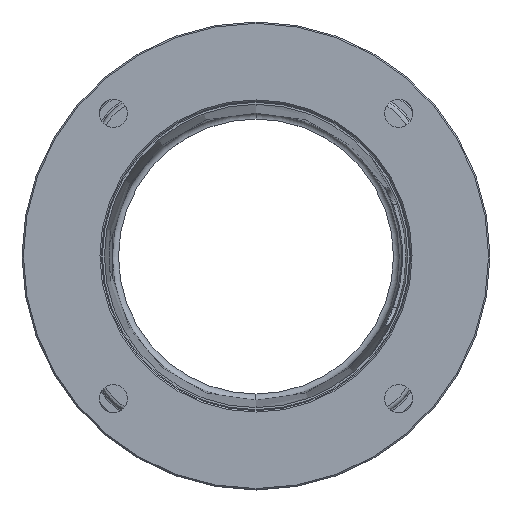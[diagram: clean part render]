
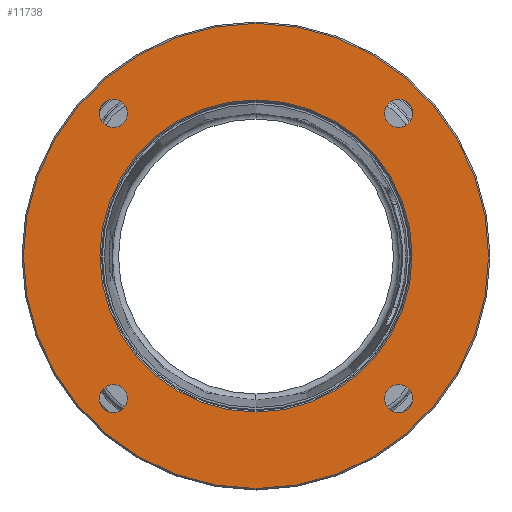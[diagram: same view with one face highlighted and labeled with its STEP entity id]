
A CAD part, top view. The second image highlights one B-rep face of the part: STEP entity #11738.
In plain terms, the highlighted planar face has unit normal (0, 0, 1).
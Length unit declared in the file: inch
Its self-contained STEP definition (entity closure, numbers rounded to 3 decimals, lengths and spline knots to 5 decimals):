
#12=CARTESIAN_POINT('',(0.,0.,-0.06));
#13=DIRECTION('',(0.,0.,1.));
#14=DIRECTION('',(0.,1.,0.));
#15=AXIS2_PLACEMENT_3D('',#12,#13,#14);
#21=CARTESIAN_POINT('',(0.,0.,-0.06));
#22=DIRECTION('',(0.,0.,-1.));
#23=DIRECTION('',(0.,1.,0.));
#24=AXIS2_PLACEMENT_3D('',#21,#22,#23);
#563=CARTESIAN_POINT('',(-2.07713,2.07713,-0.06));
#564=DIRECTION('',(0.,0.,-1.));
#565=DIRECTION('',(-0.707,0.707,0.));
#566=AXIS2_PLACEMENT_3D('',#563,#564,#565);
#568=CARTESIAN_POINT('',(-2.07713,2.07713,-0.06));
#569=DIRECTION('',(0.,0.,-1.));
#570=DIRECTION('',(0.707,-0.707,0.));
#571=AXIS2_PLACEMENT_3D('',#568,#569,#570);
#573=CARTESIAN_POINT('',(-2.07713,-2.07713,-0.06));
#574=DIRECTION('',(0.,0.,-1.));
#575=DIRECTION('',(-0.707,-0.707,0.));
#576=AXIS2_PLACEMENT_3D('',#573,#574,#575);
#578=CARTESIAN_POINT('',(-2.07713,-2.07713,-0.06));
#579=DIRECTION('',(0.,0.,-1.));
#580=DIRECTION('',(0.707,0.707,0.));
#581=AXIS2_PLACEMENT_3D('',#578,#579,#580);
#583=CARTESIAN_POINT('',(2.07713,-2.07713,-0.06));
#584=DIRECTION('',(0.,0.,-1.));
#585=DIRECTION('',(0.707,-0.707,0.));
#586=AXIS2_PLACEMENT_3D('',#583,#584,#585);
#588=CARTESIAN_POINT('',(2.07713,-2.07713,-0.06));
#589=DIRECTION('',(0.,0.,-1.));
#590=DIRECTION('',(-0.707,0.707,0.));
#591=AXIS2_PLACEMENT_3D('',#588,#589,#590);
#593=CARTESIAN_POINT('',(2.07713,2.07713,-0.06));
#594=DIRECTION('',(0.,0.,-1.));
#595=DIRECTION('',(0.707,0.707,0.));
#596=AXIS2_PLACEMENT_3D('',#593,#594,#595);
#598=CARTESIAN_POINT('',(2.07713,2.07713,-0.06));
#599=DIRECTION('',(0.,0.,-1.));
#600=DIRECTION('',(-0.707,-0.707,0.));
#601=AXIS2_PLACEMENT_3D('',#598,#599,#600);
#603=CARTESIAN_POINT('',(0.,0.,-0.06));
#604=DIRECTION('',(0.,0.,1.));
#605=DIRECTION('',(0.,1.,0.));
#606=AXIS2_PLACEMENT_3D('',#603,#604,#605);
#608=CARTESIAN_POINT('',(0.,0.,-0.06));
#609=DIRECTION('',(0.,0.,1.));
#610=DIRECTION('',(0.,-1.,0.));
#611=AXIS2_PLACEMENT_3D('',#608,#609,#610);
#10597=CARTESIAN_POINT('',(0.,3.385,-0.06));
#10598=CARTESIAN_POINT('',(0.,-3.385,-0.06));
#10599=VERTEX_POINT('',#10597);
#10600=VERTEX_POINT('',#10598);
#10625=CARTESIAN_POINT('',(-2.22208,2.22208,-0.06));
#10626=CARTESIAN_POINT('',(-1.93217,1.93217,-0.06));
#10627=VERTEX_POINT('',#10625);
#10628=VERTEX_POINT('',#10626);
#10645=CARTESIAN_POINT('',(-2.22208,-2.22208,-0.06));
#10646=CARTESIAN_POINT('',(-1.93217,-1.93217,-0.06));
#10647=VERTEX_POINT('',#10645);
#10648=VERTEX_POINT('',#10646);
#10653=CARTESIAN_POINT('',(2.22208,-2.22208,-0.06));
#10654=CARTESIAN_POINT('',(1.93217,-1.93217,-0.06));
#10655=VERTEX_POINT('',#10653);
#10656=VERTEX_POINT('',#10654);
#10661=CARTESIAN_POINT('',(2.22208,2.22208,-0.06));
#10662=CARTESIAN_POINT('',(1.93217,1.93217,-0.06));
#10663=VERTEX_POINT('',#10661);
#10664=VERTEX_POINT('',#10662);
#10685=CARTESIAN_POINT('',(0.,2.271,-0.06));
#10686=CARTESIAN_POINT('',(0.,-2.271,-0.06));
#10687=VERTEX_POINT('',#10685);
#10688=VERTEX_POINT('',#10686);
#11700=CARTESIAN_POINT('',(0.,0.,-0.06));
#11701=DIRECTION('',(0.,0.,1.));
#11702=DIRECTION('',(0.,1.,0.));
#11703=AXIS2_PLACEMENT_3D('',#11700,#11701,#11702);
#11704=PLANE('',#11703);
#11705=ORIENTED_EDGE('',*,*,#10864,.T.);
#11706=ORIENTED_EDGE('',*,*,#10849,.F.);
#11707=EDGE_LOOP('',(#11705,#11706));
#11708=FACE_OUTER_BOUND('',#11707,.F.);
#11710=ORIENTED_EDGE('',*,*,#11709,.F.);
#11712=ORIENTED_EDGE('',*,*,#11711,.F.);
#11713=EDGE_LOOP('',(#11710,#11712));
#11714=FACE_BOUND('',#11713,.F.);
#11716=ORIENTED_EDGE('',*,*,#11715,.F.);
#11718=ORIENTED_EDGE('',*,*,#11717,.F.);
#11719=EDGE_LOOP('',(#11716,#11718));
#11720=FACE_BOUND('',#11719,.F.);
#11722=ORIENTED_EDGE('',*,*,#11721,.F.);
#11724=ORIENTED_EDGE('',*,*,#11723,.F.);
#11725=EDGE_LOOP('',(#11722,#11724));
#11726=FACE_BOUND('',#11725,.F.);
#11728=ORIENTED_EDGE('',*,*,#11727,.F.);
#11730=ORIENTED_EDGE('',*,*,#11729,.F.);
#11731=EDGE_LOOP('',(#11728,#11730));
#11732=FACE_BOUND('',#11731,.F.);
#11734=ORIENTED_EDGE('',*,*,#11733,.T.);
#11735=ORIENTED_EDGE('',*,*,#11690,.T.);
#11736=EDGE_LOOP('',(#11734,#11735));
#11737=FACE_BOUND('',#11736,.F.);
#11738=ADVANCED_FACE('',(#11708,#11714,#11720,#11726,#11732,#11737),#11704,.T.);
#16=CIRCLE('',#15,3.385);
#25=CIRCLE('',#24,3.385);
#567=CIRCLE('',#566,0.205);
#572=CIRCLE('',#571,0.205);
#577=CIRCLE('',#576,0.205);
#582=CIRCLE('',#581,0.205);
#587=CIRCLE('',#586,0.205);
#592=CIRCLE('',#591,0.205);
#597=CIRCLE('',#596,0.205);
#602=CIRCLE('',#601,0.205);
#607=CIRCLE('',#606,2.271);
#612=CIRCLE('',#611,2.271);
#10849=EDGE_CURVE('',#10599,#10600,#16,.T.);
#10864=EDGE_CURVE('',#10599,#10600,#25,.T.);
#11690=EDGE_CURVE('',#10688,#10687,#612,.T.);
#11709=EDGE_CURVE('',#10627,#10628,#567,.T.);
#11711=EDGE_CURVE('',#10628,#10627,#572,.T.);
#11715=EDGE_CURVE('',#10647,#10648,#577,.T.);
#11717=EDGE_CURVE('',#10648,#10647,#582,.T.);
#11721=EDGE_CURVE('',#10655,#10656,#587,.T.);
#11723=EDGE_CURVE('',#10656,#10655,#592,.T.);
#11727=EDGE_CURVE('',#10663,#10664,#597,.T.);
#11729=EDGE_CURVE('',#10664,#10663,#602,.T.);
#11733=EDGE_CURVE('',#10687,#10688,#607,.T.);
